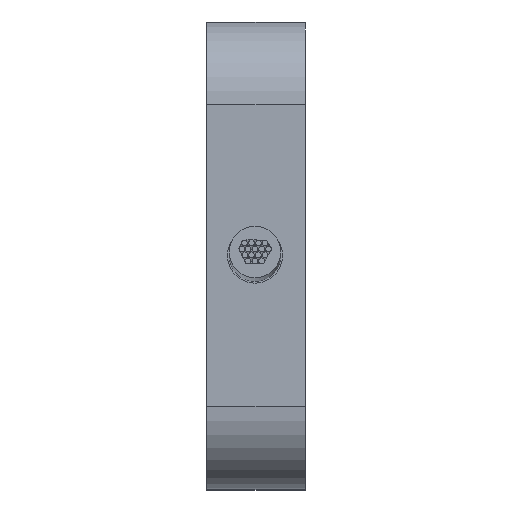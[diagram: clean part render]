
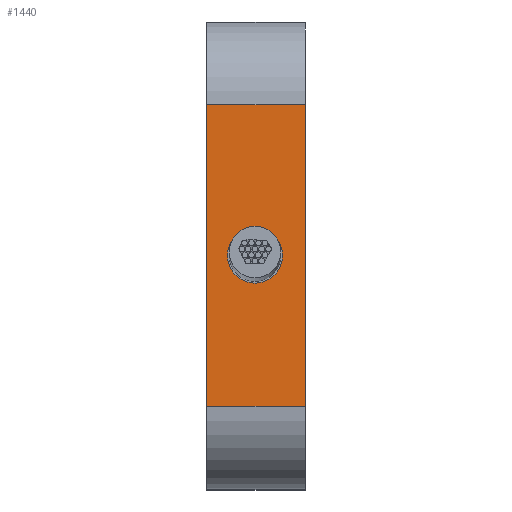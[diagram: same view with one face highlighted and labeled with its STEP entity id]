
A CAD part, top view. The second image highlights one B-rep face of the part: STEP entity #1440.
In plain terms, the highlighted face is planar.
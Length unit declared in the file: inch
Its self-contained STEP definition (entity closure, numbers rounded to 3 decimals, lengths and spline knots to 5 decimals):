
#44=DIRECTION('',(0.,0.,1.));
#45=VECTOR('',#44,0.507);
#46=CARTESIAN_POINT('',(-0.08268,0.3935,-0.2535));
#47=LINE('',#46,#45);
#146=DIRECTION('',(0.,0.,1.));
#147=VECTOR('',#146,0.507);
#148=CARTESIAN_POINT('',(0.08268,0.3935,-0.2535));
#149=LINE('',#148,#147);
#246=CARTESIAN_POINT('',(0.00168,0.3935,0.));
#247=DIRECTION('',(0.,-1.,0.));
#248=DIRECTION('',(1.,0.,0.));
#249=AXIS2_PLACEMENT_3D('',#246,#247,#248);
#251=CARTESIAN_POINT('',(0.00168,0.3935,0.));
#252=DIRECTION('',(0.,-1.,0.));
#253=DIRECTION('',(-1.,0.,0.));
#254=AXIS2_PLACEMENT_3D('',#251,#252,#253);
#256=DIRECTION('',(-1.,0.,0.));
#257=VECTOR('',#256,0.16535);
#258=CARTESIAN_POINT('',(0.08268,0.3935,0.2535));
#259=LINE('',#258,#257);
#260=DIRECTION('',(-1.,0.,0.));
#261=VECTOR('',#260,0.16535);
#262=CARTESIAN_POINT('',(0.08268,0.3935,-0.2535));
#263=LINE('',#262,#261);
#901=CARTESIAN_POINT('',(0.04818,0.3935,0.));
#902=CARTESIAN_POINT('',(-0.04483,0.3935,0.));
#903=VERTEX_POINT('',#901);
#904=VERTEX_POINT('',#902);
#906=CARTESIAN_POINT('',(-0.08268,0.3935,0.2535));
#908=VERTEX_POINT('',#906);
#909=CARTESIAN_POINT('',(0.08268,0.3935,0.2535));
#910=VERTEX_POINT('',#909);
#913=CARTESIAN_POINT('',(-0.08268,0.3935,-0.2535));
#915=VERTEX_POINT('',#913);
#919=CARTESIAN_POINT('',(0.08268,0.3935,-0.2535));
#920=VERTEX_POINT('',#919);
#1422=CARTESIAN_POINT('',(-0.08268,0.3935,-0.3935));
#1423=DIRECTION('',(0.,1.,0.));
#1424=DIRECTION('',(0.,0.,1.));
#1425=AXIS2_PLACEMENT_3D('',#1422,#1423,#1424);
#1426=PLANE('',#1425);
#1427=ORIENTED_EDGE('',*,*,#1415,.T.);
#1428=ORIENTED_EDGE('',*,*,#1132,.F.);
#1430=ORIENTED_EDGE('',*,*,#1429,.F.);
#1431=ORIENTED_EDGE('',*,*,#1257,.T.);
#1432=EDGE_LOOP('',(#1427,#1428,#1430,#1431));
#1433=FACE_OUTER_BOUND('',#1432,.F.);
#1435=ORIENTED_EDGE('',*,*,#1434,.F.);
#1437=ORIENTED_EDGE('',*,*,#1436,.F.);
#1438=EDGE_LOOP('',(#1435,#1437));
#1439=FACE_BOUND('',#1438,.F.);
#1440=ADVANCED_FACE('',(#1433,#1439),#1426,.T.);
#250=CIRCLE('',#249,0.0465);
#255=CIRCLE('',#254,0.0465);
#1132=EDGE_CURVE('',#915,#908,#47,.T.);
#1257=EDGE_CURVE('',#920,#910,#149,.T.);
#1415=EDGE_CURVE('',#910,#908,#259,.T.);
#1429=EDGE_CURVE('',#920,#915,#263,.T.);
#1434=EDGE_CURVE('',#903,#904,#250,.T.);
#1436=EDGE_CURVE('',#904,#903,#255,.T.);
